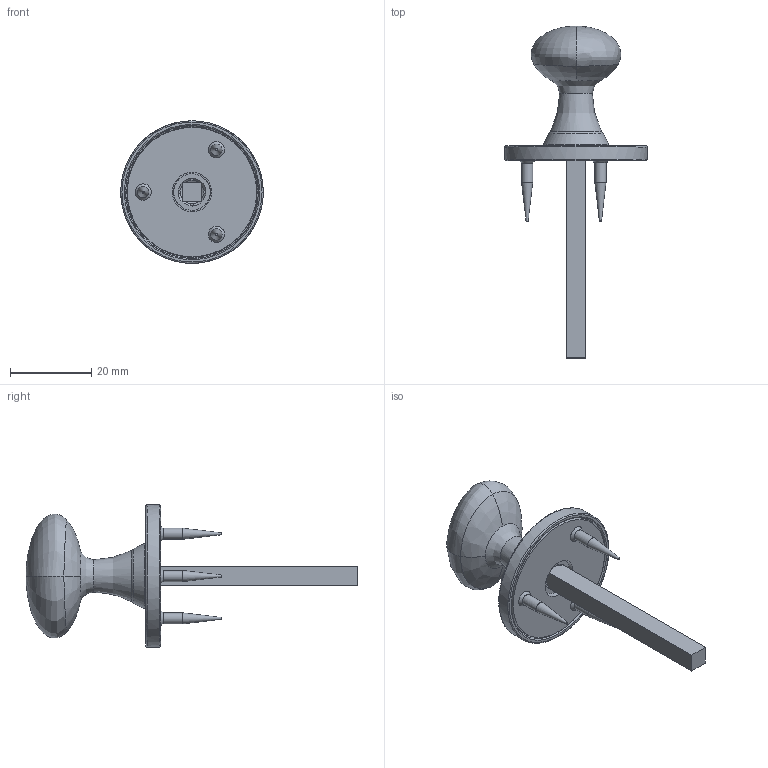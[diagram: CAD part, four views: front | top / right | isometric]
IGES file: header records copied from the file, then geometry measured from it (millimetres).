
Global section: file name: P8178T; native system: Autodesk Inventor 2018; preprocessor: unknown; author: adaniels; date: 20180914.114212; units: millimetre
Bounding box: 35 x 81.53 x 34.97 mm (x, y, z)
Volume: 10005.3 mm3; surface area: 8476.5 mm2
Topology: 7 solids, 7 shells, 133 faces, 379 edges, 263 vertices
Faces by surface type: bspline 133
